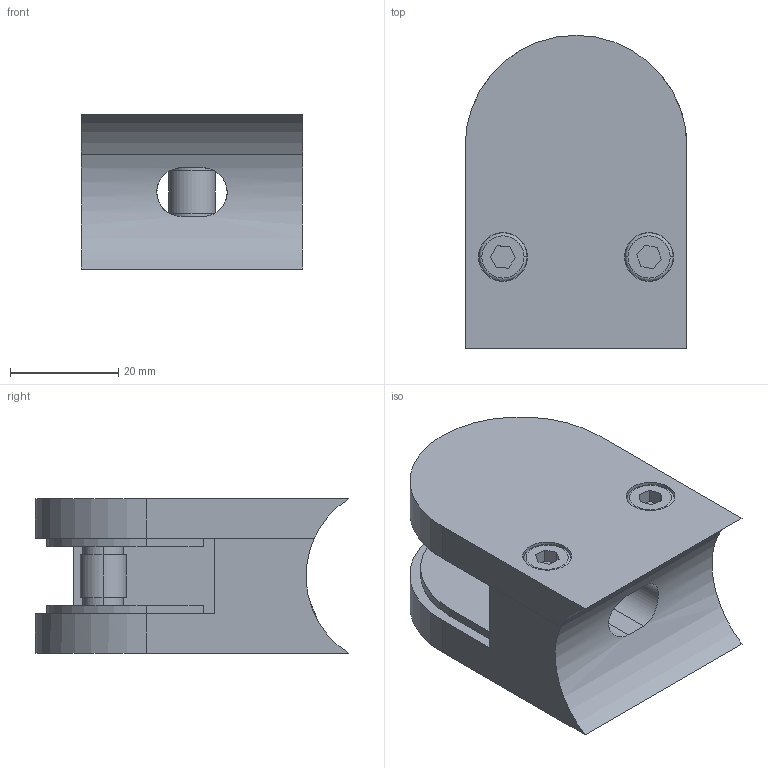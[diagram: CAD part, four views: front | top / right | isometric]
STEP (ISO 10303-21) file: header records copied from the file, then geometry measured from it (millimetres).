
FILE_DESCRIPTION (( 'STEP AP203' ), '1' );
FILE_NAME ('3D_GG4002_33.7x10.76_188758030.STEP', '2024-11-01T11:03:29', ( '' ), ( '' ), 'SwSTEP 2.0', 'SolidWorks 2023', '' );
FILE_SCHEMA (( 'CONFIG_CONTROL_DESIGN' ));
Length unit declared in the file: millimetre
Products named in the file (1): 3D_GG4002_33.7x10.76_188758030
Bounding box: 41 x 57.86 x 28.5 mm (x, y, z)
Volume: 42597.1 mm3; surface area: 20647.9 mm2
Topology: 7 solids, 7 shells, 113 faces, 247 edges, 162 vertices
Faces by surface type: plane 61, cylinder 44, torus 4, cone 4
Entity records: 3255 total; most frequent: CARTESIAN_POINT 589, DIRECTION 572, ORIENTED_EDGE 494, EDGE_CURVE 247, AXIS2_PLACEMENT_3D 213, VERTEX_POINT 162, LINE 146, VECTOR 146
